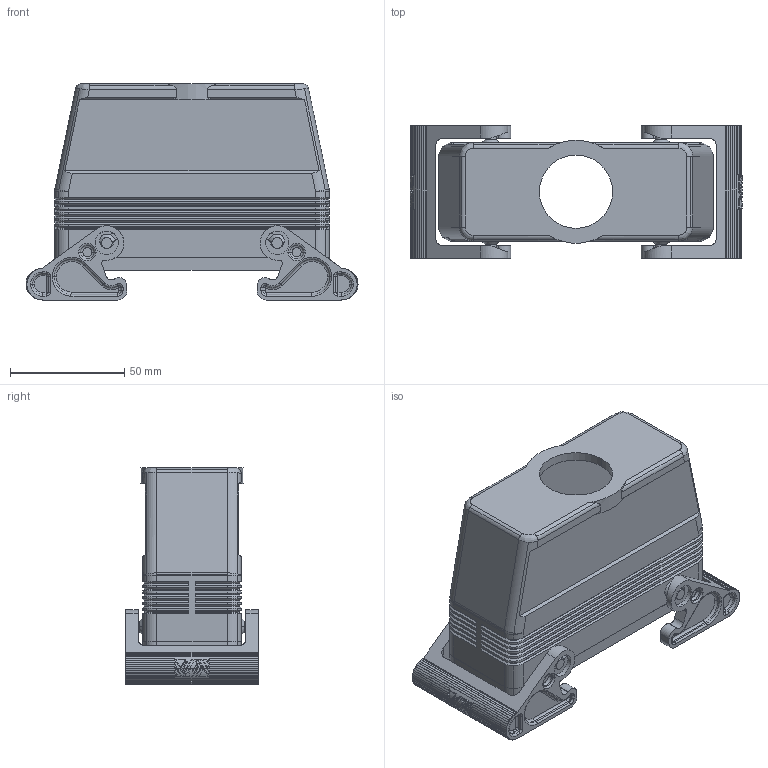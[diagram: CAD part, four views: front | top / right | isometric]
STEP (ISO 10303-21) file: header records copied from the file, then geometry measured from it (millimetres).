
FILE_DESCRIPTION(('CoCreate Modeling STEP Export'),'2;1');
FILE_NAME('MFVN 24 G32.stp','2011-04-19T13:53:13',(''),(''),'CoCreate Modeling STEP processor for AP214 (Solid Model)','CoCreate Modeling 16.00A 16-Aug-2008 (C) Parametric Technology GmbH','');
FILE_SCHEMA(('AUTOMOTIVE_DESIGN { 1 0 10303 214 1 1 1 1 }'));
Length unit declared in the file: millimetre
Products named in the file (2): MFVN_24_G32
Assembly tree (1 placements, depth 2):
  MFVN_24_G32
    MFVN_24_G32
Bounding box: 145.1 x 58 x 94.5 mm (x, y, z)
Volume: 126992 mm3; surface area: 73979.2 mm2
Topology: 1 solids, 1 shells, 1170 faces, 3059 edges, 1910 vertices
Faces by surface type: plane 568, cylinder 442, torus 88, cone 64, sphere 4, bspline 4
Entity records: 42488 total; most frequent: CARTESIAN_POINT 6237, ORIENTED_EDGE 6102, DIRECTION 5239, EDGE_CURVE 3051, VERTEX_POINT 1910, AXIS2_PLACEMENT_3D 1780, VECTOR 1679, LINE 1679
